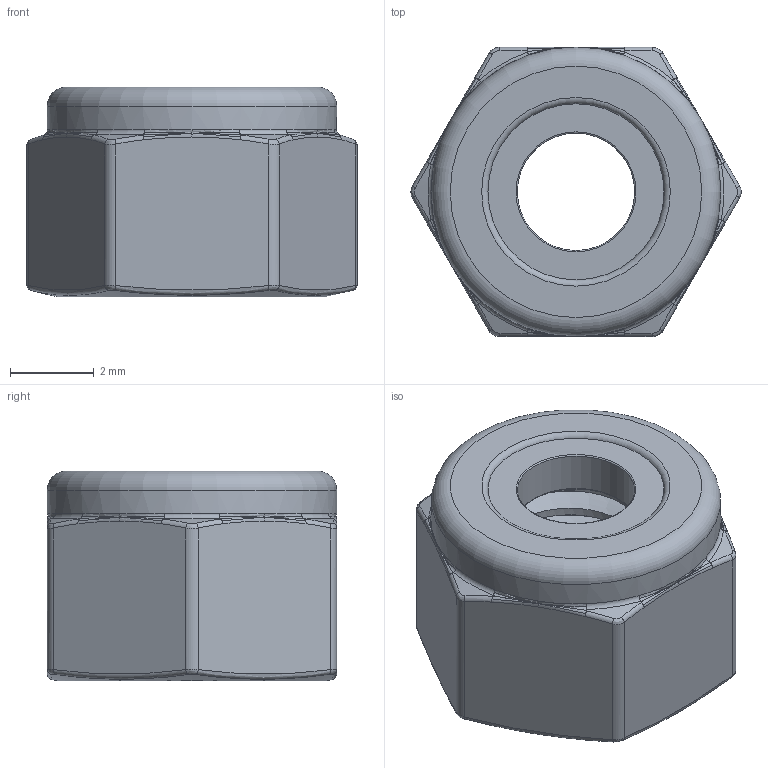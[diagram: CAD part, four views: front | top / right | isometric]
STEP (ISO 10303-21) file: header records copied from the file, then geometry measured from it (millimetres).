
FILE_DESCRIPTION(/* description */ (''),/* implementation_level */ '2;1');
FILE_NAME(/* name */ 'M4 Nyloc Nut.step',/* time_stamp */ '2022-06-13T15:59:02+02:00',/* author */ (''),/* organization */ (''),/* preprocessor_version */ 'ST-DEVELOPER v19',/* originating_system */ 'Autodesk Translation Framework v11.7.0.108',/* authorisation */ '');
FILE_SCHEMA (('AUTOMOTIVE_DESIGN { 1 0 10303 214 3 1 1 }'));
Length unit declared in the file: millimetre
Products named in the file (1): M4 Nyloc Nut
Bounding box: 7.87 x 6.9 x 5 mm (x, y, z)
Volume: 151.6 mm3; surface area: 293.4 mm2
Topology: 2 solids, 2 shells, 131 faces, 323 edges, 197 vertices
Faces by surface type: bspline 62, torus 28, cylinder 23, plane 11, sphere 7
Full cylindrical faces by diameter (mm): 2.8 x1, 3.332 x2, 4.2 x2, 6.9 x1
Entity records: 8783 total; most frequent: CARTESIAN_POINT 5971, ORIENTED_EDGE 646, DIRECTION 481, EDGE_CURVE 323, AXIS2_PLACEMENT_3D 227, VERTEX_POINT 197, CIRCLE 157, B_SPLINE_CURVE_WITH_KNOTS 139
